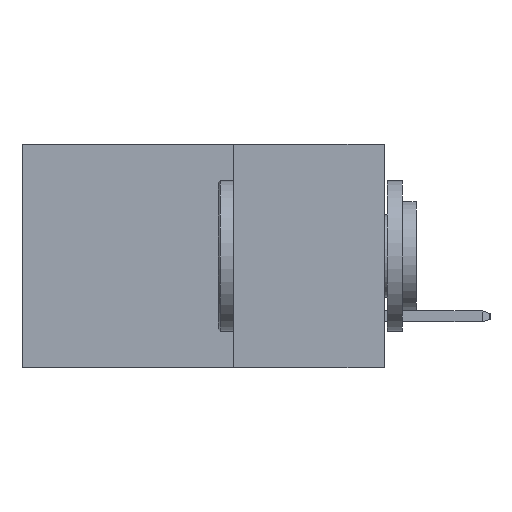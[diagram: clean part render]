
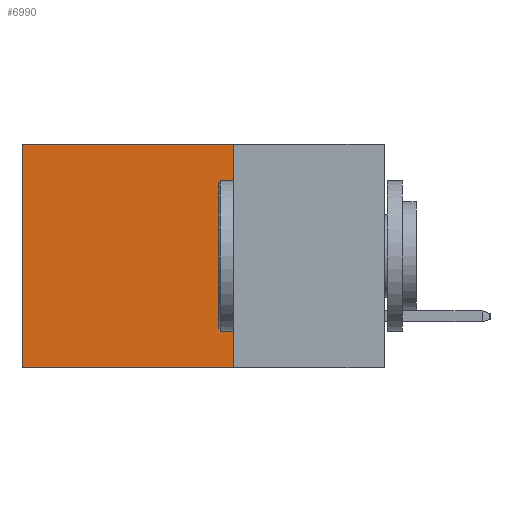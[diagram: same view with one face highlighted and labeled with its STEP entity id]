
A CAD part, left-side view. The second image highlights one B-rep face of the part: STEP entity #6990.
In plain terms, the highlighted planar face has unit normal (-1, 0, 0).
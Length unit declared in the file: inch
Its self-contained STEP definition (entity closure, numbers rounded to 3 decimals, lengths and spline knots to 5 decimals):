
#204 = EDGE_LOOP ( 'NONE', ( #3940, #5957, #9850, #2095 ) ) ;
#1645 = LINE ( 'NONE', #8773, #3485 ) ;
#1739 = DIRECTION ( 'NONE',  ( 0., 1., 0. ) ) ;
#1852 = VERTEX_POINT ( 'NONE', #1978 ) ;
#1927 = EDGE_CURVE ( 'NONE', #8939, #9150, #1645, .T. ) ;
#1978 = CARTESIAN_POINT ( 'NONE',  ( 0.2615, 0.6, 0. ) ) ;
#2095 = ORIENTED_EDGE ( 'NONE', *, *, #7140, .T. ) ;
#2112 = VECTOR ( 'NONE', #5555, 39.37008 ) ;
#2225 = FACE_OUTER_BOUND ( 'NONE', #204, .T. ) ;
#2362 = LINE ( 'NONE', #3259, #2112 ) ;
#3037 = CARTESIAN_POINT ( 'NONE',  ( 0.2615, 0.25, -0.37 ) ) ;
#3259 = CARTESIAN_POINT ( 'NONE',  ( 0.2615, 0.6, -0.37 ) ) ;
#3318 = CARTESIAN_POINT ( 'NONE',  ( 0.2615, 0.25, 0. ) ) ;
#3329 = LINE ( 'NONE', #3318, #5592 ) ;
#3485 = VECTOR ( 'NONE', #8577, 39.37008 ) ;
#3931 = CARTESIAN_POINT ( 'NONE',  ( 0.2615, 0.25, -0.37 ) ) ;
#3940 = ORIENTED_EDGE ( 'NONE', *, *, #6236, .T. ) ;
#4362 = CARTESIAN_POINT ( 'NONE',  ( 0.2615, 0.25, -0.37 ) ) ;
#4416 = CARTESIAN_POINT ( 'NONE',  ( 0.2615, 0.25, 0. ) ) ;
#4717 = DIRECTION ( 'NONE',  ( 1., 0., 0. ) ) ;
#5259 = AXIS2_PLACEMENT_3D ( 'NONE', #3931, #4717, #9864 ) ;
#5555 = DIRECTION ( 'NONE',  ( 0., 0., -1. ) ) ;
#5592 = VECTOR ( 'NONE', #1739, 39.37008 ) ;
#5957 = ORIENTED_EDGE ( 'NONE', *, *, #8868, .F. ) ;
#6048 = VECTOR ( 'NONE', #9532, 39.37008 ) ;
#6236 = EDGE_CURVE ( 'NONE', #1852, #8357, #2362, .T. ) ;
#6990 = ADVANCED_FACE ( 'NONE', ( #2225 ), #8445, .F. ) ;
#7140 = EDGE_CURVE ( 'NONE', #8939, #1852, #3329, .T. ) ;
#8291 = LINE ( 'NONE', #4362, #6048 ) ;
#8357 = VERTEX_POINT ( 'NONE', #9033 ) ;
#8445 = PLANE ( 'NONE',  #5259 ) ;
#8577 = DIRECTION ( 'NONE',  ( 0., 0., -1. ) ) ;
#8773 = CARTESIAN_POINT ( 'NONE',  ( 0.2615, 0.25, -0.37 ) ) ;
#8868 = EDGE_CURVE ( 'NONE', #9150, #8357, #8291, .T. ) ;
#8939 = VERTEX_POINT ( 'NONE', #4416 ) ;
#9033 = CARTESIAN_POINT ( 'NONE',  ( 0.2615, 0.6, -0.37 ) ) ;
#9150 = VERTEX_POINT ( 'NONE', #3037 ) ;
#9532 = DIRECTION ( 'NONE',  ( 0., 1., 0. ) ) ;
#9850 = ORIENTED_EDGE ( 'NONE', *, *, #1927, .F. ) ;
#9864 = DIRECTION ( 'NONE',  ( 0., 0., -1. ) ) ;
